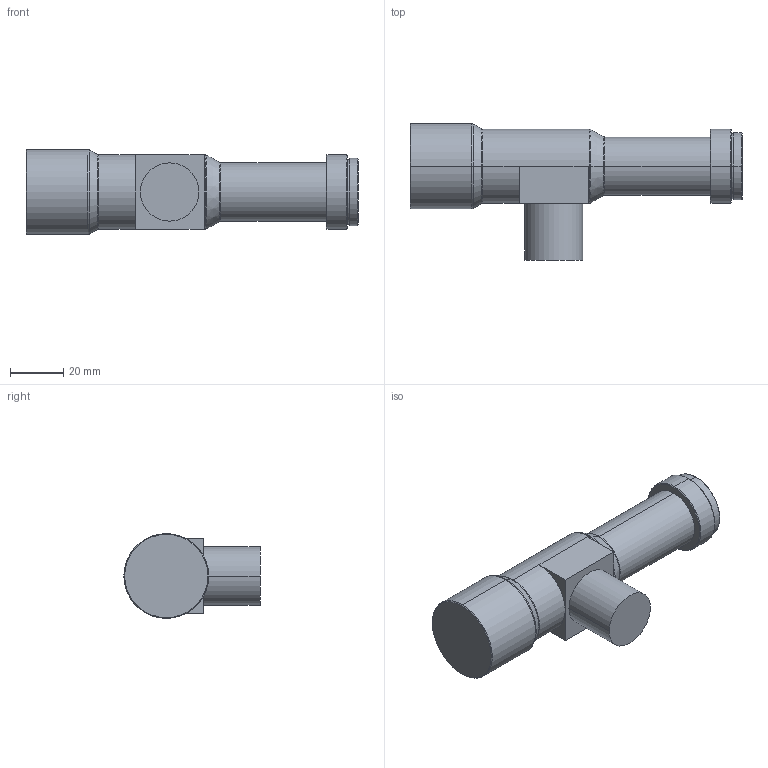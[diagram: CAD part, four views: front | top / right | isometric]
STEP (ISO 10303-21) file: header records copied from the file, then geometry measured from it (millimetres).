
FILE_DESCRIPTION (( 'STEP AP203' ), '1' );
FILE_NAME ('WWH30-108CTV3.STEP', '2021-05-14T08:58:09', ( 'Windows User' ), ( 'P R C' ), 'SwSTEP 2.0', 'SolidWorks 2017', '' );
FILE_SCHEMA (( 'CONFIG_CONTROL_DESIGN' ));
Length unit declared in the file: millimetre
Products named in the file (1): WWH30-108CTV3
Bounding box: 125.2 x 51.4 x 32 mm (x, y, z)
Volume: 81644.8 mm3; surface area: 14232.6 mm2
Topology: 1 solids, 1 shells, 48 faces, 96 edges, 54 vertices
Faces by surface type: cylinder 15, plane 13, cone 12, torus 8
Entity records: 1313 total; most frequent: DIRECTION 250, CARTESIAN_POINT 199, ORIENTED_EDGE 192, AXIS2_PLACEMENT_3D 105, EDGE_CURVE 96, CIRCLE 56, VERTEX_POINT 54, EDGE_LOOP 52
